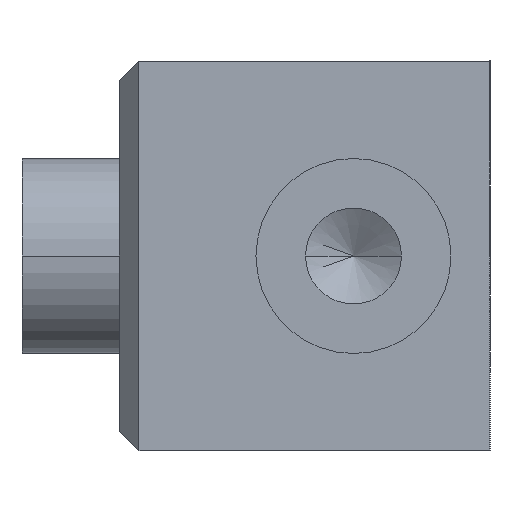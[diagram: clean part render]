
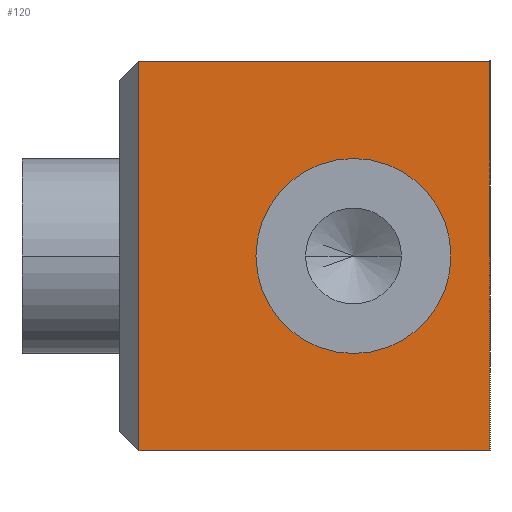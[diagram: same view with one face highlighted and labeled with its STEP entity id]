
A CAD part, left-side view. The second image highlights one B-rep face of the part: STEP entity #120.
In plain terms, the highlighted planar face has unit normal (-1, 0, 0).
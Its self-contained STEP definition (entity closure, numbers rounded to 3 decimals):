
#120=ADVANCED_FACE('',(#221,#222),#223,.F.);
#221=FACE_BOUND('',#325,.T.);
#222=FACE_OUTER_BOUND('',#326,.T.);
#223=PLANE('',#327);
#325=EDGE_LOOP('',(#669,#670));
#326=EDGE_LOOP('',(#671,#672,#673,#674));
#327=AXIS2_PLACEMENT_3D('',#675,#676,#677);
#669=ORIENTED_EDGE('',*,*,#747,.T.);
#670=ORIENTED_EDGE('',*,*,#728,.T.);
#671=ORIENTED_EDGE('',*,*,#792,.T.);
#672=ORIENTED_EDGE('',*,*,#798,.F.);
#673=ORIENTED_EDGE('',*,*,#787,.F.);
#674=ORIENTED_EDGE('',*,*,#799,.F.);
#675=CARTESIAN_POINT('',(-20.0,9.5,0.0));
#676=DIRECTION('',(1.0,0.0,0.0));
#677=DIRECTION('',(0.0,0.0,-1.0));
#728=EDGE_CURVE('',#863,#867,#869,.T.);
#747=EDGE_CURVE('',#867,#863,#899,.T.);
#787=EDGE_CURVE('',#957,#958,#959,.T.);
#792=EDGE_CURVE('',#967,#965,#968,.T.);
#798=EDGE_CURVE('',#958,#965,#974,.T.);
#799=EDGE_CURVE('',#967,#957,#975,.T.);
#863=VERTEX_POINT('',#1057);
#867=VERTEX_POINT('',#1062);
#869=CIRCLE('',#1065,5.0);
#899=CIRCLE('',#1103,5.0);
#957=VERTEX_POINT('',#1186);
#958=VERTEX_POINT('',#1187);
#959=LINE('',#1188,#1189);
#965=VERTEX_POINT('',#1198);
#967=VERTEX_POINT('',#1201);
#968=LINE('',#1202,#1203);
#974=LINE('',#1214,#1215);
#975=LINE('',#1216,#1217);
#1057=CARTESIAN_POINT('',(-20.0,7.0,-5.0));
#1062=CARTESIAN_POINT('',(-20.0,7.0,5.0));
#1065=AXIS2_PLACEMENT_3D('',#1286,#1287,#1288);
#1103=AXIS2_PLACEMENT_3D('',#1327,#1328,#1329);
#1186=CARTESIAN_POINT('',(-20.0,0.0,10.0));
#1187=CARTESIAN_POINT('',(-20.0,0.0,-10.0));
#1188=CARTESIAN_POINT('',(-20.0,0.0,0.0));
#1189=VECTOR('',#1397,1.0);
#1198=CARTESIAN_POINT('',(-20.0,18.0,-10.0));
#1201=CARTESIAN_POINT('',(-20.0,18.0,10.));
#1202=CARTESIAN_POINT('',(-20.0,18.0,5.5));
#1203=VECTOR('',#1402,1.0);
#1214=CARTESIAN_POINT('',(-20.0,9.5,-10.0));
#1215=VECTOR('',#1408,1.0);
#1216=CARTESIAN_POINT('',(-20.0,9.5,10.0));
#1217=VECTOR('',#1409,1.0);
#1286=CARTESIAN_POINT('',(-20.0,7.0,0.0));
#1287=DIRECTION('',(1.0,0.0,0.0));
#1288=DIRECTION('',(0.0,0.0,-1.0));
#1327=CARTESIAN_POINT('',(-20.0,7.0,0.0));
#1328=DIRECTION('',(1.0,0.0,0.0));
#1329=DIRECTION('',(0.0,0.0,-1.0));
#1397=DIRECTION('',(0.0,0.0,-1.0));
#1402=DIRECTION('',(0.0,0.0,-1.0));
#1408=DIRECTION('',(0.0,1.0,0.0));
#1409=DIRECTION('',(0.0,-1.0,0.0));
